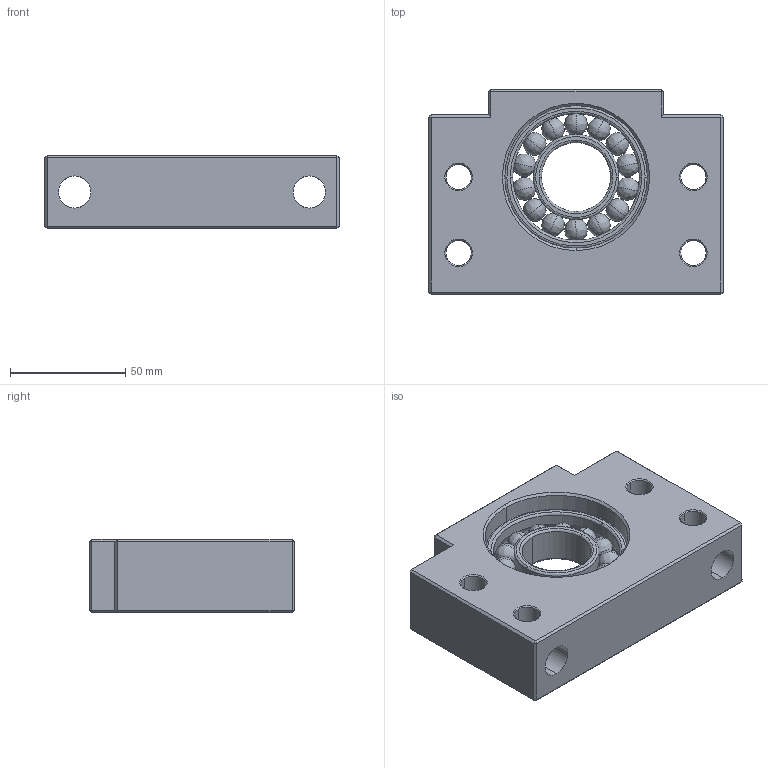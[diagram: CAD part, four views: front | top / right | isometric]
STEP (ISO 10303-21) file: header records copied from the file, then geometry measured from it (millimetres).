
FILE_DESCRIPTION (( 'STEP AP203' ), '1' );
FILE_NAME ('BF30.STEP', '2017-05-04T12:09:39', ( 'User' ), ( '' ), 'SwSTEP 2.0', 'SolidWorks 2015', '' );
FILE_SCHEMA (( 'CONFIG_CONTROL_DESIGN' ));
Length unit declared in the file: millimetre
Products named in the file (1): BF30
Bounding box: 128 x 89 x 32 mm (x, y, z)
Volume: 236238.9 mm3; surface area: 57949.2 mm2
Topology: 17 solids, 17 shells, 162 faces, 412 edges, 222 vertices
Faces by surface type: plane 50, bspline 50, cylinder 38, cone 24
Entity records: 5821 total; most frequent: CARTESIAN_POINT 2397, ORIENTED_EDGE 712, DIRECTION 658, EDGE_CURVE 356, AXIS2_PLACEMENT_3D 251, VERTEX_POINT 222, EDGE_LOOP 182, ADVANCED_FACE 162
